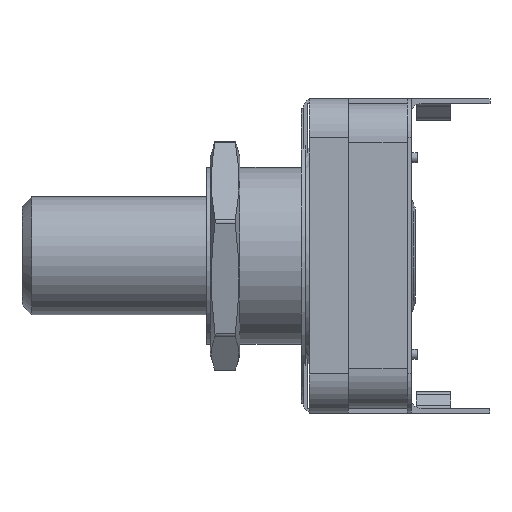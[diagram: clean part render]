
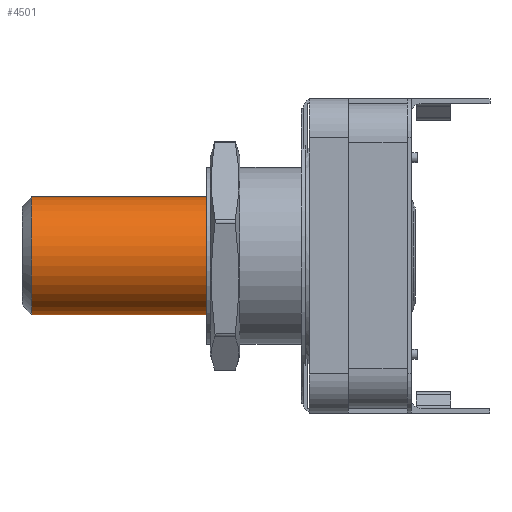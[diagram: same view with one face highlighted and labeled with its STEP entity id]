
A CAD part, left-side view. The second image highlights one B-rep face of the part: STEP entity #4501.
In plain terms, the highlighted cylindrical face has radius 3 mm (diameter 6 mm), a full revolution.
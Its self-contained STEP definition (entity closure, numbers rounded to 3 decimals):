
#62=LINE('',#6454,#528);
#63=LINE('',#6457,#529);
#528=VECTOR('',#5211,10.);
#529=VECTOR('',#5214,10.);
#998=CYLINDRICAL_SURFACE('',#4792,3.);
#1060=FACE_BOUND('',#1371,.T.);
#1113=FACE_OUTER_BOUND('',#1370,.T.);
#1370=EDGE_LOOP('',(#2839));
#1371=EDGE_LOOP('',(#2840,#2841,#2842,#2843));
#1653=CIRCLE('',#4771,3.);
#1663=CIRCLE('',#4790,3.);
#1664=CIRCLE('',#4793,3.);
#1771=VERTEX_POINT('',#6408);
#1781=VERTEX_POINT('',#6439);
#1782=VERTEX_POINT('',#6444);
#1783=VERTEX_POINT('',#6453);
#1784=VERTEX_POINT('',#6455);
#2192=EDGE_CURVE('',#1771,#1771,#1653,.T.);
#2205=EDGE_CURVE('',#1781,#1782,#1663,.T.);
#2208=EDGE_CURVE('',#1783,#1781,#62,.T.);
#2209=EDGE_CURVE('',#1784,#1783,#1664,.T.);
#2210=EDGE_CURVE('',#1784,#1782,#63,.T.);
#2839=ORIENTED_EDGE('',*,*,#2192,.T.);
#2840=ORIENTED_EDGE('',*,*,#2205,.F.);
#2841=ORIENTED_EDGE('',*,*,#2208,.F.);
#2842=ORIENTED_EDGE('',*,*,#2209,.F.);
#2843=ORIENTED_EDGE('',*,*,#2210,.T.);
#4501=ADVANCED_FACE('',(#1113,#1060),#998,.T.);
#4771=AXIS2_PLACEMENT_3D('',#6409,#5164,#5165);
#4790=AXIS2_PLACEMENT_3D('',#6445,#5204,#5205);
#4792=AXIS2_PLACEMENT_3D('',#6452,#5209,#5210);
#4793=AXIS2_PLACEMENT_3D('',#6456,#5212,#5213);
#5164=DIRECTION('center_axis',(0.,1.,0.));
#5165=DIRECTION('ref_axis',(1.,0.,0.));
#5204=DIRECTION('center_axis',(0.,1.,0.));
#5205=DIRECTION('ref_axis',(-1.,0.,0.));
#5209=DIRECTION('center_axis',(0.,1.,0.));
#5210=DIRECTION('ref_axis',(1.,0.,0.));
#5211=DIRECTION('',(0.,1.,0.));
#5212=DIRECTION('center_axis',(0.,1.,0.));
#5213=DIRECTION('ref_axis',(1.,0.,0.));
#5214=DIRECTION('',(0.,1.,0.));
#6408=CARTESIAN_POINT('',(-22.256,33.262,-16.109));
#6409=CARTESIAN_POINT('Origin',(-19.256,33.262,-16.109));
#6439=CARTESIAN_POINT('',(-17.756,42.162,-18.707));
#6444=CARTESIAN_POINT('',(-17.756,42.162,-13.511));
#6445=CARTESIAN_POINT('Origin',(-19.256,42.162,-16.109));
#6452=CARTESIAN_POINT('Origin',(-19.256,33.162,-16.109));
#6453=CARTESIAN_POINT('',(-17.756,35.662,-18.707));
#6454=CARTESIAN_POINT('',(-17.756,35.662,-18.707));
#6455=CARTESIAN_POINT('',(-17.756,35.662,-13.511));
#6456=CARTESIAN_POINT('Origin',(-19.256,35.662,-16.109));
#6457=CARTESIAN_POINT('',(-17.756,35.662,-13.511));
